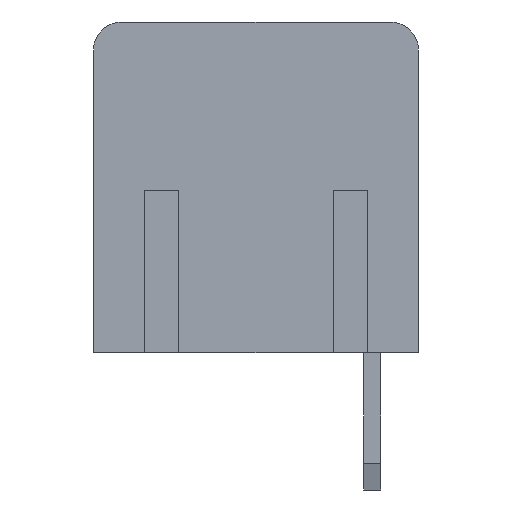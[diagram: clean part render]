
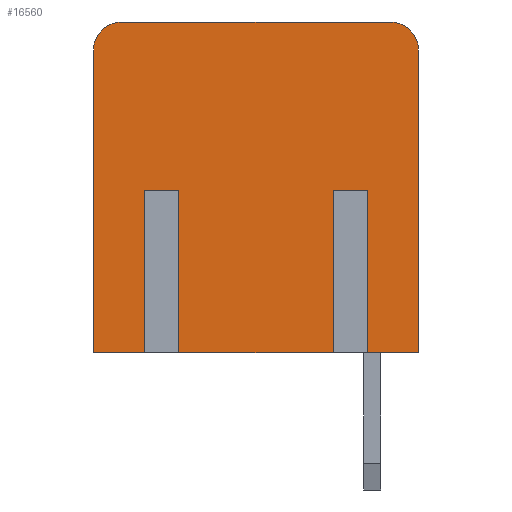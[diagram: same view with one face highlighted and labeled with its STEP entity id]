
A CAD part, left-side view. The second image highlights one B-rep face of the part: STEP entity #16560.
In plain terms, the highlighted planar face has unit normal (-1, 0, 0).
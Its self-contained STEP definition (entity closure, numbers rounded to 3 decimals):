
#857=PLANE('',#17416);
#1615=LINE('',#22028,#2843);
#1623=LINE('',#22044,#2851);
#1631=LINE('',#22060,#2859);
#1816=LINE('',#22445,#3044);
#1817=LINE('',#22447,#3045);
#1822=LINE('',#22458,#3050);
#1838=LINE('',#22491,#3066);
#1839=LINE('',#22493,#3067);
#1840=LINE('',#22495,#3068);
#1841=LINE('',#22498,#3069);
#1842=LINE('',#22500,#3070);
#1843=LINE('',#22502,#3071);
#2843=VECTOR('',#18798,1000.);
#2851=VECTOR('',#18806,1000.);
#2859=VECTOR('',#18814,1000.);
#3044=VECTOR('',#19065,1000.);
#3045=VECTOR('',#19068,1000.);
#3050=VECTOR('',#19075,1000.);
#3066=VECTOR('',#19107,1000.);
#3067=VECTOR('',#19108,1000.);
#3068=VECTOR('',#19109,1000.);
#3069=VECTOR('',#19114,1000.);
#3070=VECTOR('',#19115,1000.);
#3071=VECTOR('',#19116,1000.);
#4660=ORIENTED_EDGE('',*,*,#8292,.F.);
#4661=ORIENTED_EDGE('',*,*,#8293,.T.);
#4662=ORIENTED_EDGE('',*,*,#8294,.T.);
#4663=ORIENTED_EDGE('',*,*,#8069,.F.);
#4664=ORIENTED_EDGE('',*,*,#8270,.F.);
#4665=ORIENTED_EDGE('',*,*,#8295,.T.);
#4666=ORIENTED_EDGE('',*,*,#8276,.T.);
#4667=ORIENTED_EDGE('',*,*,#8296,.T.);
#4668=ORIENTED_EDGE('',*,*,#8271,.T.);
#4669=ORIENTED_EDGE('',*,*,#8085,.F.);
#4670=ORIENTED_EDGE('',*,*,#8297,.F.);
#4671=ORIENTED_EDGE('',*,*,#8298,.T.);
#4672=ORIENTED_EDGE('',*,*,#8299,.T.);
#4673=ORIENTED_EDGE('',*,*,#8077,.F.);
#8069=EDGE_CURVE('',#9950,#9951,#1615,.T.);
#8077=EDGE_CURVE('',#9958,#9959,#1623,.T.);
#8085=EDGE_CURVE('',#9966,#9967,#1631,.T.);
#8270=EDGE_CURVE('',#10133,#9950,#1816,.T.);
#8271=EDGE_CURVE('',#10134,#9967,#1817,.T.);
#8276=EDGE_CURVE('',#10139,#10138,#1822,.T.);
#8292=EDGE_CURVE('',#10148,#9958,#1838,.T.);
#8293=EDGE_CURVE('',#10148,#10149,#1839,.T.);
#8294=EDGE_CURVE('',#10149,#9951,#1840,.T.);
#8295=EDGE_CURVE('',#10133,#10139,#11000,.T.);
#8296=EDGE_CURVE('',#10138,#10134,#11001,.T.);
#8297=EDGE_CURVE('',#10150,#9966,#1841,.T.);
#8298=EDGE_CURVE('',#10150,#10151,#1842,.T.);
#8299=EDGE_CURVE('',#10151,#9959,#1843,.T.);
#9950=VERTEX_POINT('',#22027);
#9951=VERTEX_POINT('',#22029);
#9958=VERTEX_POINT('',#22043);
#9959=VERTEX_POINT('',#22045);
#9966=VERTEX_POINT('',#22059);
#9967=VERTEX_POINT('',#22061);
#10133=VERTEX_POINT('',#22444);
#10134=VERTEX_POINT('',#22448);
#10138=VERTEX_POINT('',#22457);
#10139=VERTEX_POINT('',#22459);
#10148=VERTEX_POINT('',#22492);
#10149=VERTEX_POINT('',#22494);
#10150=VERTEX_POINT('',#22499);
#10151=VERTEX_POINT('',#22501);
#11000=CIRCLE('',#17417,1.041);
#11001=CIRCLE('',#17418,1.041);
#11338=EDGE_LOOP('',(#4660,#4661,#4662,#4663,#4664,#4665,#4666,#4667,#4668,
#4669,#4670,#4671,#4672,#4673));
#12178=FACE_BOUND('',#11338,.T.);
#16560=ADVANCED_FACE('',(#12178),#857,.T.);
#17416=AXIS2_PLACEMENT_3D('',#22490,#19105,#19106);
#17417=AXIS2_PLACEMENT_3D('',#22496,#19110,#19111);
#17418=AXIS2_PLACEMENT_3D('',#22497,#19112,#19113);
#18798=DIRECTION('',(0.,1.,0.));
#18806=DIRECTION('',(0.,1.,0.));
#18814=DIRECTION('',(0.,1.,0.));
#19065=DIRECTION('',(0.,0.,-1.));
#19068=DIRECTION('',(0.,0.,-1.));
#19075=DIRECTION('',(0.,1.,0.));
#19105=DIRECTION('',(-1.,0.,0.));
#19106=DIRECTION('',(0.,0.,1.));
#19107=DIRECTION('',(0.,0.,-1.));
#19108=DIRECTION('',(0.,-1.,0.));
#19109=DIRECTION('',(0.,0.,-1.));
#19110=DIRECTION('',(-1.,0.,0.));
#19111=DIRECTION('',(0.,0.,1.));
#19112=DIRECTION('',(-1.,0.,0.));
#19113=DIRECTION('',(0.,0.,1.));
#19114=DIRECTION('',(0.,0.,-1.));
#19115=DIRECTION('',(0.,-1.,0.));
#19116=DIRECTION('',(0.,0.,-1.));
#22027=CARTESIAN_POINT('',(-34.227,-1.714,0.));
#22028=CARTESIAN_POINT('',(-34.227,-1.714,0.));
#22029=CARTESIAN_POINT('',(-34.227,0.597,0.));
#22043=CARTESIAN_POINT('',(-34.227,0.991,0.));
#22044=CARTESIAN_POINT('',(-34.227,-1.714,0.));
#22045=CARTESIAN_POINT('',(-34.227,7.595,0.));
#22059=CARTESIAN_POINT('',(-34.227,7.988,0.));
#22060=CARTESIAN_POINT('',(-34.227,-1.714,0.));
#22061=CARTESIAN_POINT('',(-34.227,10.3,0.));
#22444=CARTESIAN_POINT('',(-34.227,-1.714,11.176));
#22445=CARTESIAN_POINT('',(-34.227,-1.714,12.217));
#22447=CARTESIAN_POINT('',(-34.227,10.3,12.217));
#22448=CARTESIAN_POINT('',(-34.227,10.3,11.176));
#22457=CARTESIAN_POINT('',(-34.227,9.258,12.217));
#22458=CARTESIAN_POINT('',(-34.227,-1.714,12.217));
#22459=CARTESIAN_POINT('',(-34.227,-0.673,12.217));
#22490=CARTESIAN_POINT('',(-34.227,-1.714,12.217));
#22491=CARTESIAN_POINT('',(-34.227,0.991,5.994));
#22492=CARTESIAN_POINT('',(-34.227,0.991,5.994));
#22493=CARTESIAN_POINT('',(-34.227,0.991,5.994));
#22494=CARTESIAN_POINT('',(-34.227,0.597,5.994));
#22495=CARTESIAN_POINT('',(-34.227,0.597,5.994));
#22496=CARTESIAN_POINT('',(-34.227,-0.673,11.176));
#22497=CARTESIAN_POINT('',(-34.227,9.258,11.176));
#22498=CARTESIAN_POINT('',(-34.227,7.988,5.994));
#22499=CARTESIAN_POINT('',(-34.227,7.988,5.994));
#22500=CARTESIAN_POINT('',(-34.227,7.988,5.994));
#22501=CARTESIAN_POINT('',(-34.227,7.595,5.994));
#22502=CARTESIAN_POINT('',(-34.227,7.595,5.994));
